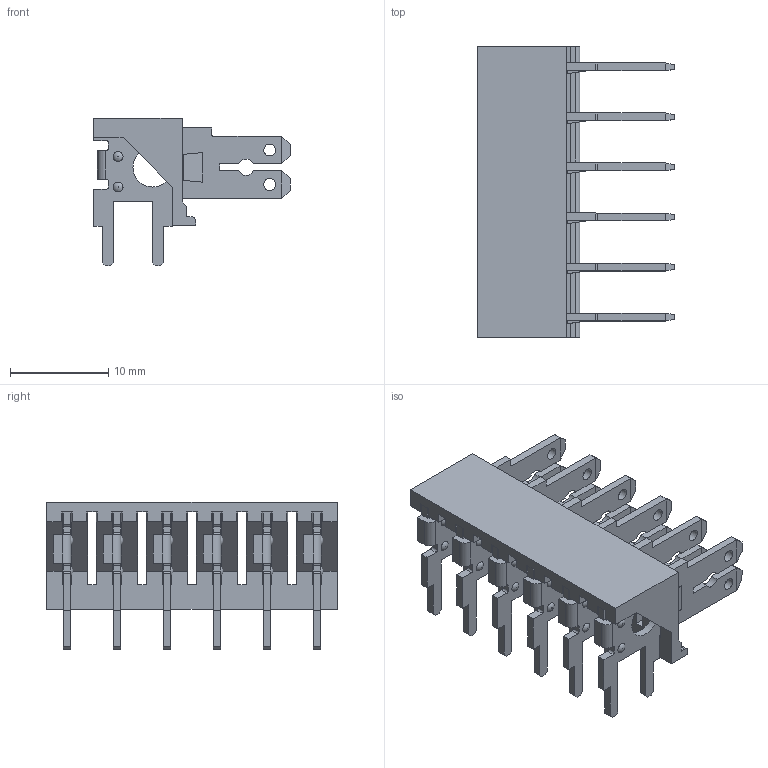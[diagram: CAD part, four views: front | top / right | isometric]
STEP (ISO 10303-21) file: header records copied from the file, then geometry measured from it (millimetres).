
FILE_DESCRIPTION(/* description */ ('Unknown'),/* implementation_level */ '2;1');
FILE_NAME(/* name */ '638207122006',/* time_stamp */ '2020-10-05T10:32:32+02:00',/* author */ ('Unknown'),/* organization */ ('Unknown'),/* preprocessor_version */ 'ST-DEVELOPER v16.7',/* originating_system */ 'DEX',/* authorisation */ $);
FILE_SCHEMA (('AUTOMOTIVE_DESIGN {1 0 10303 214 3 1 1}'));
Length unit declared in the file: millimetre
Products named in the file (3): 6382071220xx; 63800002011; 63800613722
Assembly tree (7 placements, depth 2):
  6382071220xx
    63800002011
    63800613722  x6
Bounding box: 20 x 29.52 x 15 mm (x, y, z)
Volume: 1577 mm3; surface area: 3937.3 mm2
Topology: 7 solids, 7 shells, 522 faces, 1490 edges, 960 vertices
Faces by surface type: plane 401, cylinder 85, cone 24, torus 12
Full cylindrical faces by diameter (mm): 1.2 x12, 4 x6
Entity records: 5913 total; most frequent: ORIENTED_EDGE 1046, CARTESIAN_POINT 1045, DIRECTION 917, EDGE_CURVE 523, LINE 489, VECTOR 489, VERTEX_POINT 342, AXIS2_PLACEMENT_3D 214
